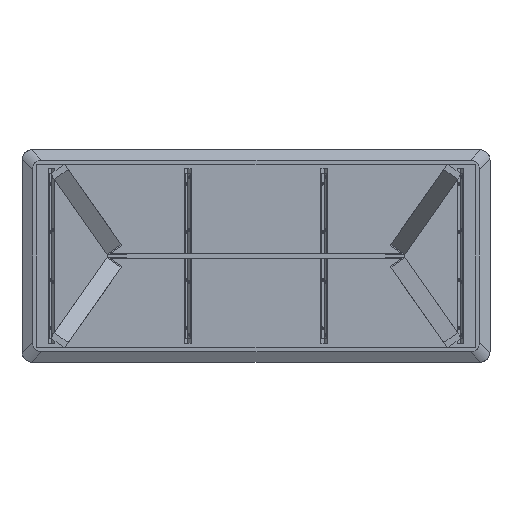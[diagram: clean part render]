
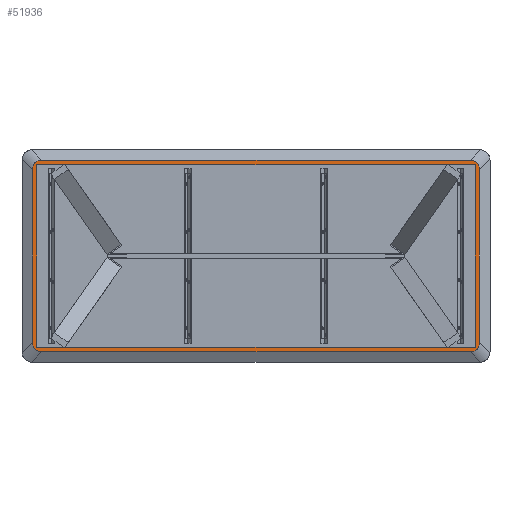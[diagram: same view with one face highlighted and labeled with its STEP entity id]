
A CAD part, front view. The second image highlights one B-rep face of the part: STEP entity #51936.
In plain terms, the highlighted planar face has unit normal (0, -1, 0).
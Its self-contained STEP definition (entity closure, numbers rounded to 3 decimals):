
#1299 = LINE ( 'NONE', #46731, #64254 ) ;
#3147 = CARTESIAN_POINT ( 'NONE',  ( -1066.422, 112.932, -487.657 ) ) ;
#4242 = VECTOR ( 'NONE', #33697, 1000. ) ;
#5068 = FACE_BOUND ( 'NONE', #62369, .T. ) ;
#5767 = LINE ( 'NONE', #98087, #26167 ) ;
#10114 = VERTEX_POINT ( 'NONE', #39799 ) ;
#13241 = EDGE_CURVE ( 'NONE', #84450, #88696, #1299, .T. ) ;
#13305 = CARTESIAN_POINT ( 'NONE',  ( 1013.578, 112.932, -511.646 ) ) ;
#13607 = CARTESIAN_POINT ( 'NONE',  ( -1022.433, 112.932, 368.354 ) ) ;
#16263 = LINE ( 'NONE', #49224, #75036 ) ;
#16799 = FACE_OUTER_BOUND ( 'NONE', #133338, .T. ) ;
#17529 = CARTESIAN_POINT ( 'NONE',  ( 1033.578, 112.932, 324.364 ) ) ;
#19452 = EDGE_CURVE ( 'NONE', #82561, #83741, #81822, .T. ) ;
#20213 = EDGE_CURVE ( 'NONE', #126084, #123366, #41163, .T. ) ;
#21601 = CARTESIAN_POINT ( 'NONE',  ( -1066.422, 112.932, 324.364 ) ) ;
#22194 = LINE ( 'NONE', #121195, #115749 ) ;
#22361 = VERTEX_POINT ( 'NONE', #37653 ) ;
#22590 = ORIENTED_EDGE ( 'NONE', *, *, #112601, .F. ) ;
#26167 = VECTOR ( 'NONE', #142877, 1000. ) ;
#26687 = CARTESIAN_POINT ( 'NONE',  ( -1066.422, 112.932, -487.657 ) ) ;
#27154 = EDGE_CURVE ( 'NONE', #10114, #110408, #134164, .T. ) ;
#28519 = CARTESIAN_POINT ( 'NONE',  ( 1018.213, 112.932, 368.354 ) ) ;
#28892 = CARTESIAN_POINT ( 'NONE',  ( 989.588, 112.932, 368.354 ) ) ;
#30195 = CARTESIAN_POINT ( 'NONE',  ( -16.422, 112.932, -531.646 ) ) ;
#30306 = CARTESIAN_POINT ( 'NONE',  ( 1033.578, 112.932, -487.657 ) ) ;
#32670 = CARTESIAN_POINT ( 'NONE',  ( -1066.422, 112.932, -581.646 ) ) ;
#33610 = DIRECTION ( 'NONE',  ( 1., 0., 0. ) ) ;
#33697 = DIRECTION ( 'NONE',  ( -1., 0., 0. ) ) ;
#34020 = CARTESIAN_POINT ( 'NONE',  ( 1013.578, 112.932, 348.354 ) ) ;
#35929 = VERTEX_POINT ( 'NONE', #26687 ) ;
#36829 = ORIENTED_EDGE ( 'NONE', *, *, #39839, .T. ) ;
#37138 = AXIS2_PLACEMENT_3D ( 'NONE', #93041, #50474, #138556 ) ;
#37653 = CARTESIAN_POINT ( 'NONE',  ( 1033.578, 112.932, 324.364 ) ) ;
#39799 = CARTESIAN_POINT ( 'NONE',  ( 1013.578, 112.932, 348.354 ) ) ;
#39839 = EDGE_CURVE ( 'NONE', #135703, #22361, #22194, .T. ) ;
#40526 = CARTESIAN_POINT ( 'NONE',  ( 1018.213, 112.932, -531.646 ) ) ;
#41142 = EDGE_CURVE ( 'NONE', #22361, #95009, #96363, .T. ) ;
#41163 = LINE ( 'NONE', #30195, #95529 ) ;
#42706 = ORIENTED_EDGE ( 'NONE', *, *, #114982, .T. ) ;
#43630 = LINE ( 'NONE', #32670, #95557 ) ;
#46731 = CARTESIAN_POINT ( 'NONE',  ( 891.578, 112.932, -511.646 ) ) ;
#47997 = VECTOR ( 'NONE', #78704, 1000. ) ;
#48069 = CARTESIAN_POINT ( 'NONE',  ( 989.588, 112.932, -531.646 ) ) ;
#49224 = CARTESIAN_POINT ( 'NONE',  ( -1046.422, 112.932, -439.646 ) ) ;
#50474 = DIRECTION ( 'NONE',  ( 0., 1., 0. ) ) ;
#51936 = ADVANCED_FACE ( 'NONE', ( #5068, #16799 ), #72480, .F. ) ;
#52176 = ORIENTED_EDGE ( 'NONE', *, *, #27154, .F. ) ;
#53696 = CARTESIAN_POINT ( 'NONE',  ( 1033.578, 112.932, -516.281 ) ) ;
#56685 = CARTESIAN_POINT ( 'NONE',  ( -1022.433, 112.932, -531.646 ) ) ;
#62369 = EDGE_LOOP ( 'NONE', ( #22590, #52176, #123936, #65450 ) ) ;
#64254 = VECTOR ( 'NONE', #33610, 1000. ) ;
#65450 = ORIENTED_EDGE ( 'NONE', *, *, #13241, .F. ) ;
#68110 = CARTESIAN_POINT ( 'NONE',  ( -924.422, 112.932, 348.354 ) ) ;
#69859 = CARTESIAN_POINT ( 'NONE',  ( -1051.057, 112.932, -531.646 ) ) ;
#71198 = ORIENTED_EDGE ( 'NONE', *, *, #76688, .T. ) ;
#72480 = PLANE ( 'NONE',  #37138 ) ;
#74871 = DIRECTION ( 'NONE',  ( 1., 0., 0. ) ) ;
#75036 = VECTOR ( 'NONE', #140177, 1000. ) ;
#76688 = EDGE_CURVE ( 'NONE', #35929, #126084, #129816, .T. ) ;
#77357 = DIRECTION ( 'NONE',  ( 0., 0., -1. ) ) ;
#77561 = CARTESIAN_POINT ( 'NONE',  ( -1022.433, 112.932, 368.354 ) ) ;
#77708 = ORIENTED_EDGE ( 'NONE', *, *, #20213, .T. ) ;
#78704 = DIRECTION ( 'NONE',  ( 0., 0., 1. ) ) ;
#81822 =( BOUNDED_CURVE ( )  B_SPLINE_CURVE ( 3, ( #77561, #134789, #109172, #142923 ),
 .UNSPECIFIED., .F., .T. ) 
 B_SPLINE_CURVE_WITH_KNOTS ( ( 4, 4 ),
 ( 5.911, 6.656 ),
 .UNSPECIFIED. ) 
 CURVE ( )  GEOMETRIC_REPRESENTATION_ITEM ( )  RATIONAL_B_SPLINE_CURVE ( ( 1., 0.954, 0.954, 1. ) ) 
 REPRESENTATION_ITEM ( '' )  );
#82561 = VERTEX_POINT ( 'NONE', #13607 ) ;
#83741 = VERTEX_POINT ( 'NONE', #21601 ) ;
#84450 = VERTEX_POINT ( 'NONE', #98435 ) ;
#88696 = VERTEX_POINT ( 'NONE', #13305 ) ;
#88980 = LINE ( 'NONE', #34020, #47997 ) ;
#93041 = CARTESIAN_POINT ( 'NONE',  ( -16.422, 112.932, -81.646 ) ) ;
#95009 = VERTEX_POINT ( 'NONE', #28892 ) ;
#95529 = VECTOR ( 'NONE', #74871, 1000. ) ;
#95557 = VECTOR ( 'NONE', #77357, 1000. ) ;
#96363 =( BOUNDED_CURVE ( )  B_SPLINE_CURVE ( 3, ( #17529, #104824, #28519, #140004 ),
 .UNSPECIFIED., .F., .T. ) 
 B_SPLINE_CURVE_WITH_KNOTS ( ( 4, 4 ),
 ( 5.911, 6.656 ),
 .UNSPECIFIED. ) 
 CURVE ( )  GEOMETRIC_REPRESENTATION_ITEM ( )  RATIONAL_B_SPLINE_CURVE ( ( 1., 0.954, 0.954, 1. ) ) 
 REPRESENTATION_ITEM ( '' )  );
#96893 = EDGE_CURVE ( 'NONE', #83741, #35929, #43630, .T. ) ;
#97614 = CARTESIAN_POINT ( 'NONE',  ( -1022.433, 112.932, -531.646 ) ) ;
#98087 = CARTESIAN_POINT ( 'NONE',  ( -1116.422, 112.932, 368.354 ) ) ;
#98435 = CARTESIAN_POINT ( 'NONE',  ( -1046.422, 112.932, -511.646 ) ) ;
#98817 = ORIENTED_EDGE ( 'NONE', *, *, #110998, .T. ) ;
#100734 = CARTESIAN_POINT ( 'NONE',  ( -1066.422, 112.932, -516.281 ) ) ;
#104824 = CARTESIAN_POINT ( 'NONE',  ( 1033.578, 112.932, 352.989 ) ) ;
#109172 = CARTESIAN_POINT ( 'NONE',  ( -1066.422, 112.932, 352.989 ) ) ;
#110408 = VERTEX_POINT ( 'NONE', #139039 ) ;
#110998 = EDGE_CURVE ( 'NONE', #123366, #135703, #122336, .T. ) ;
#112601 = EDGE_CURVE ( 'NONE', #110408, #84450, #16263, .T. ) ;
#114982 = EDGE_CURVE ( 'NONE', #95009, #82561, #5767, .T. ) ;
#115749 = VECTOR ( 'NONE', #132219, 1000. ) ;
#121195 = CARTESIAN_POINT ( 'NONE',  ( 1033.578, 112.932, -81.646 ) ) ;
#122336 =( BOUNDED_CURVE ( )  B_SPLINE_CURVE ( 3, ( #132222, #40526, #53696, #30306 ),
 .UNSPECIFIED., .F., .F. ) 
 B_SPLINE_CURVE_WITH_KNOTS ( ( 4, 4 ),
 ( 2.769, 3.514 ),
 .UNSPECIFIED. ) 
 CURVE ( )  GEOMETRIC_REPRESENTATION_ITEM ( )  RATIONAL_B_SPLINE_CURVE ( ( 1., 0.954, 0.954, 1. ) ) 
 REPRESENTATION_ITEM ( '' )  );
#122771 = EDGE_CURVE ( 'NONE', #88696, #10114, #88980, .T. ) ;
#123366 = VERTEX_POINT ( 'NONE', #48069 ) ;
#123936 = ORIENTED_EDGE ( 'NONE', *, *, #122771, .F. ) ;
#126084 = VERTEX_POINT ( 'NONE', #97614 ) ;
#129816 =( BOUNDED_CURVE ( )  B_SPLINE_CURVE ( 3, ( #3147, #100734, #69859, #56685 ),
 .UNSPECIFIED., .F., .T. ) 
 B_SPLINE_CURVE_WITH_KNOTS ( ( 4, 4 ),
 ( 2.769, 3.514 ),
 .UNSPECIFIED. ) 
 CURVE ( )  GEOMETRIC_REPRESENTATION_ITEM ( )  RATIONAL_B_SPLINE_CURVE ( ( 1., 0.954, 0.954, 1. ) ) 
 REPRESENTATION_ITEM ( '' )  );
#132219 = DIRECTION ( 'NONE',  ( 0., 0., 1. ) ) ;
#132222 = CARTESIAN_POINT ( 'NONE',  ( 989.588, 112.932, -531.646 ) ) ;
#133338 = EDGE_LOOP ( 'NONE', ( #140382, #71198, #77708, #98817, #36829, #134469, #42706, #139271 ) ) ;
#134164 = LINE ( 'NONE', #68110, #4242 ) ;
#134469 = ORIENTED_EDGE ( 'NONE', *, *, #41142, .T. ) ;
#134789 = CARTESIAN_POINT ( 'NONE',  ( -1051.057, 112.932, 368.354 ) ) ;
#135703 = VERTEX_POINT ( 'NONE', #141984 ) ;
#138556 = DIRECTION ( 'NONE',  ( 0., 0., 1. ) ) ;
#139039 = CARTESIAN_POINT ( 'NONE',  ( -1046.422, 112.932, 348.354 ) ) ;
#139271 = ORIENTED_EDGE ( 'NONE', *, *, #19452, .T. ) ;
#140004 = CARTESIAN_POINT ( 'NONE',  ( 989.588, 112.932, 368.354 ) ) ;
#140177 = DIRECTION ( 'NONE',  ( 0., 0., -1. ) ) ;
#140382 = ORIENTED_EDGE ( 'NONE', *, *, #96893, .T. ) ;
#141984 = CARTESIAN_POINT ( 'NONE',  ( 1033.578, 112.932, -487.657 ) ) ;
#142877 = DIRECTION ( 'NONE',  ( -1., 0., 0. ) ) ;
#142923 = CARTESIAN_POINT ( 'NONE',  ( -1066.422, 112.932, 324.364 ) ) ;
